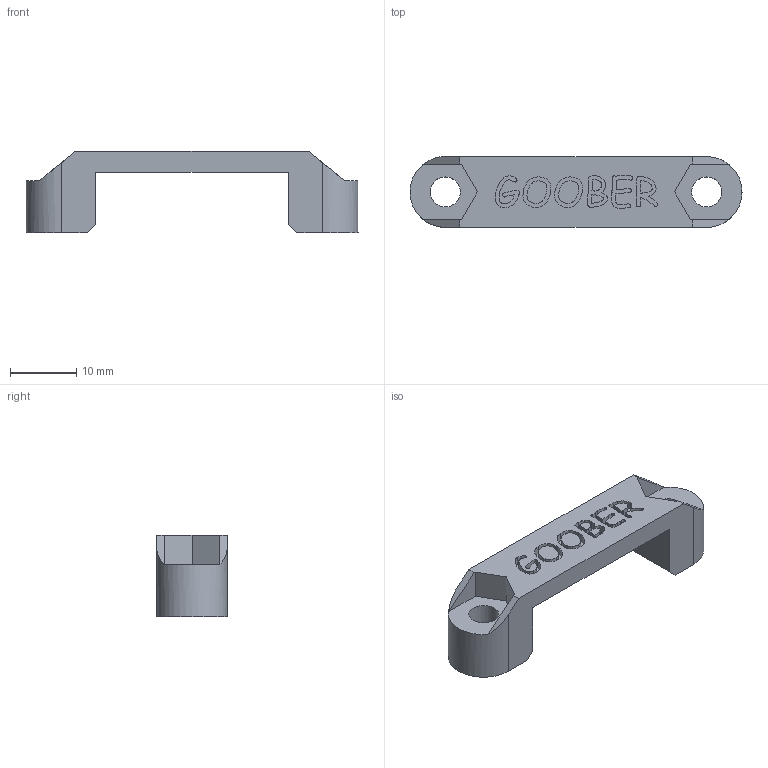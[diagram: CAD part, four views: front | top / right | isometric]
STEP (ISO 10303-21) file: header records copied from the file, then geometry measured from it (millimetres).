
FILE_DESCRIPTION(/* description */ (''),/* implementation_level */ '2;1');
FILE_NAME(/* name */ 'Sensor Holder.step',/* time_stamp */ '2024-06-27T20:36:32-05:00',/* author */ (''),/* organization */ (''),/* preprocessor_version */ 'ST-DEVELOPER v20',/* originating_system */ 'Autodesk Translation Framework v13.14.0.145',/* authorisation */ '');
FILE_SCHEMA (('AUTOMOTIVE_DESIGN { 1 0 10303 214 3 1 1 }'));
Length unit declared in the file: inch
Products named in the file (1): odom mount 1 (Fixed)_Component15
Bounding box: 50.04 x 10.67 x 12.32 mm (x, y, z)
Volume: 2459 mm3; surface area: 2396.4 mm2
Topology: 1 solids, 1 shells, 213 faces, 596 edges, 396 vertices
Faces by surface type: bspline 160, plane 49, cylinder 4
Full cylindrical faces by diameter (mm): 4.521 x2
Entity records: 8360 total; most frequent: CARTESIAN_POINT 3926, ORIENTED_EDGE 1192, EDGE_CURVE 596, VERTEX_POINT 396, DIRECTION 396, B_SPLINE_CURVE_WITH_KNOTS 320, LINE 264, VECTOR 264
